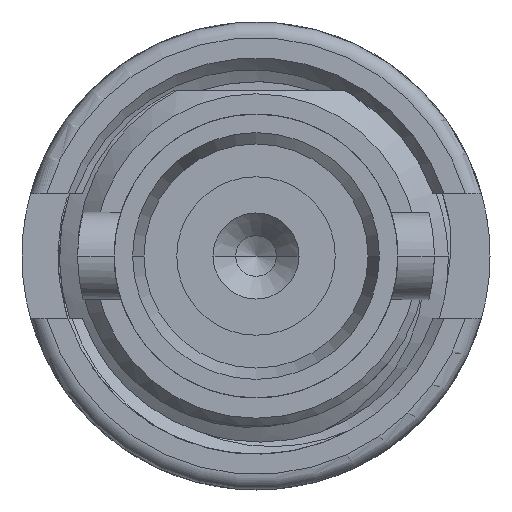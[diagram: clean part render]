
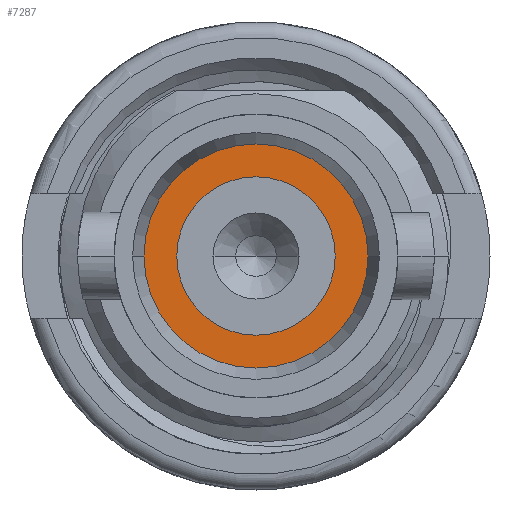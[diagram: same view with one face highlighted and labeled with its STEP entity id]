
A CAD part, left-side view. The second image highlights one B-rep face of the part: STEP entity #7287.
In plain terms, the highlighted planar face has unit normal (-1, 0, 0).
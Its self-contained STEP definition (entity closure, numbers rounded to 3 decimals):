
#2925=CARTESIAN_POINT('',(-9.64,0.,0.));
#2926=DIRECTION('',(-1.,0.,0.));
#2927=DIRECTION('',(0.,1.,0.));
#2928=AXIS2_PLACEMENT_3D('',#2925,#2926,#2927);
#2939=CARTESIAN_POINT('',(-9.64,0.,0.));
#2940=DIRECTION('',(1.,0.,0.));
#2941=DIRECTION('',(0.,1.,0.));
#2942=AXIS2_PLACEMENT_3D('',#2939,#2940,#2941);
#2944=CARTESIAN_POINT('',(-9.64,0.,0.));
#2945=DIRECTION('',(-1.,0.,0.));
#2946=DIRECTION('',(0.,1.,0.));
#2947=AXIS2_PLACEMENT_3D('',#2944,#2945,#2946);
#2949=CARTESIAN_POINT('',(-9.64,0.,0.));
#2950=DIRECTION('',(-1.,0.,0.));
#2951=DIRECTION('',(0.,-1.,0.));
#2952=AXIS2_PLACEMENT_3D('',#2949,#2950,#2951);
#3479=CARTESIAN_POINT('',(-9.64,1.795,0.));
#3480=CARTESIAN_POINT('',(-9.64,-1.795,0.));
#3481=VERTEX_POINT('',#3479);
#3482=VERTEX_POINT('',#3480);
#3596=CARTESIAN_POINT('',(-9.64,1.27,0.));
#3597=CARTESIAN_POINT('',(-9.64,-1.27,0.));
#3598=VERTEX_POINT('',#3596);
#3599=VERTEX_POINT('',#3597);
#7272=CARTESIAN_POINT('',(-9.64,0.,0.));
#7273=DIRECTION('',(1.,0.,0.));
#7274=DIRECTION('',(0.,-1.,0.));
#7275=AXIS2_PLACEMENT_3D('',#7272,#7273,#7274);
#7276=PLANE('',#7275);
#7277=ORIENTED_EDGE('',*,*,#7266,.T.);
#7278=ORIENTED_EDGE('',*,*,#7252,.F.);
#7279=EDGE_LOOP('',(#7277,#7278));
#7280=FACE_OUTER_BOUND('',#7279,.F.);
#7282=ORIENTED_EDGE('',*,*,#7281,.T.);
#7284=ORIENTED_EDGE('',*,*,#7283,.T.);
#7285=EDGE_LOOP('',(#7282,#7284));
#7286=FACE_BOUND('',#7285,.F.);
#7287=ADVANCED_FACE('',(#7280,#7286),#7276,.F.);
#2929=CIRCLE('',#2928,1.795);
#2943=CIRCLE('',#2942,1.795);
#2948=CIRCLE('',#2947,1.27);
#2953=CIRCLE('',#2952,1.27);
#7252=EDGE_CURVE('',#3481,#3482,#2929,.T.);
#7266=EDGE_CURVE('',#3481,#3482,#2943,.T.);
#7281=EDGE_CURVE('',#3598,#3599,#2948,.T.);
#7283=EDGE_CURVE('',#3599,#3598,#2953,.T.);
